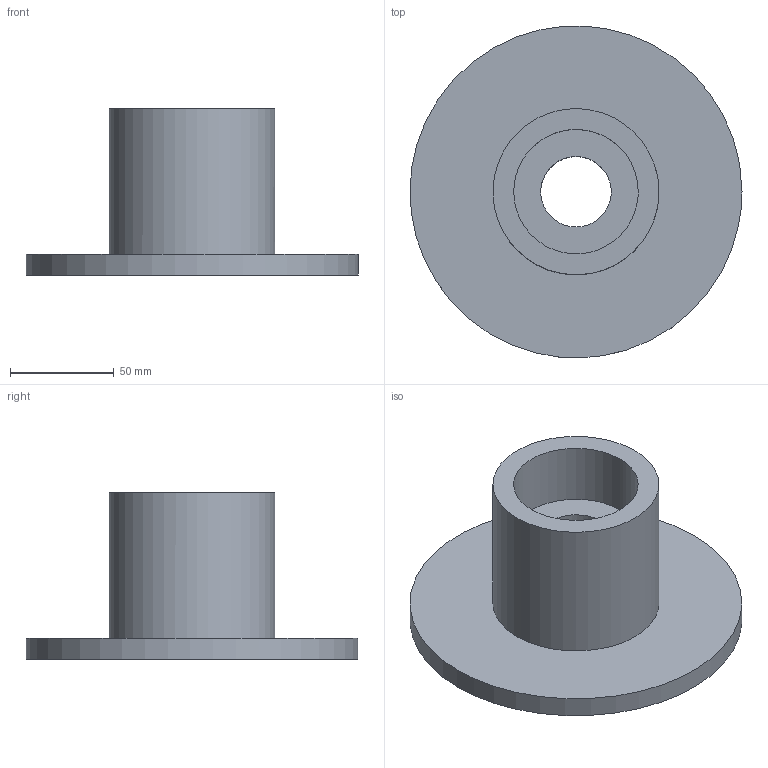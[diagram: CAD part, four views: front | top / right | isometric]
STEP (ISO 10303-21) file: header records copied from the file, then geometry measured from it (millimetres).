
FILE_DESCRIPTION(/* description */ (''),/* implementation_level */ '2;1');
FILE_NAME(/* name */ 'E-TKT_025-structure_O_wheel_coupling_top',/* time_stamp */ '2023-04-19T19:28:26-03:00',/* author */ (''),/* organization */ (''),/* preprocessor_version */ 'ST-DEVELOPER v16.5',/* originating_system */ '',/* authorisation */ '');
FILE_SCHEMA (('AUTOMOTIVE_DESIGN'));
Length unit declared in the file: centimetre
Products named in the file (1): Document
Bounding box: 160 x 159.87 x 80 mm (x, y, z)
Volume: 426637.8 mm3; surface area: 72131.9 mm2
Topology: 1 solids, 1 shells, 8 faces, 12 edges, 8 vertices
Faces by surface type: plane 4, bspline 4
Entity records: 288 total; most frequent: CARTESIAN_POINT 166, ORIENTED_EDGE 24, EDGE_LOOP 12, EDGE_CURVE 12, ADVANCED_FACE 8, FACE_OUTER_BOUND 8, VERTEX_POINT 8, DIRECTION 8
